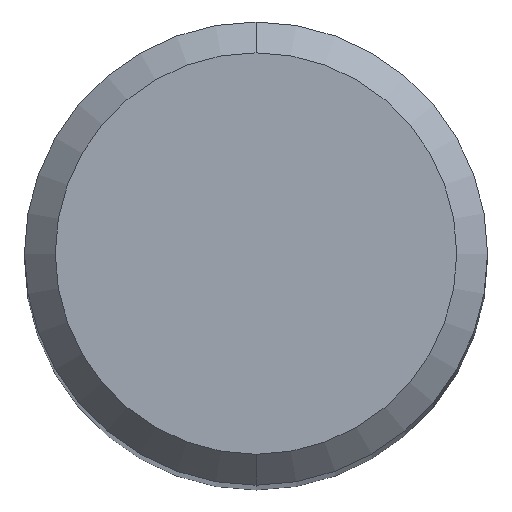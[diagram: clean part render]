
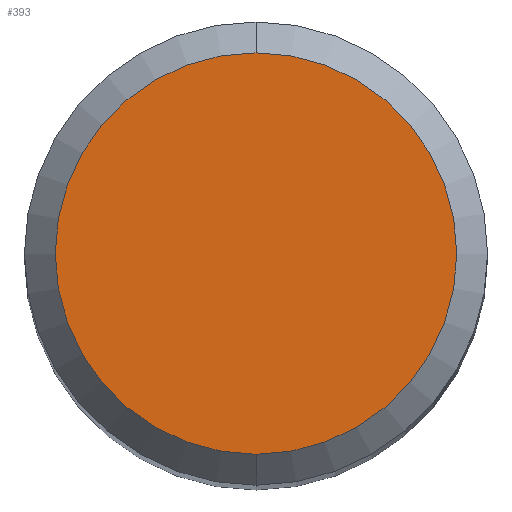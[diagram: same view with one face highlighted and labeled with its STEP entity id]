
A CAD part, top view. The second image highlights one B-rep face of the part: STEP entity #393.
In plain terms, the highlighted planar face has unit normal (0, 0, 1).
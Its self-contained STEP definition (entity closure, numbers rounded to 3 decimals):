
#183=EDGE_CURVE('',#343,#461,#498,.T.);
#343=VERTEX_POINT('',#677);
#349=EDGE_CURVE('',#461,#343,#683,.T.);
#393=ADVANCED_FACE('',(#732),#733,.T.);
#461=VERTEX_POINT('',#808);
#498=CIRCLE('',#840,2.6);
#677=CARTESIAN_POINT('',(0.,-2.6,0.0));
#683=CIRCLE('',#1122,2.6);
#732=FACE_OUTER_BOUND('',#1263,.T.);
#733=PLANE('',#1264);
#808=CARTESIAN_POINT('',(0.0,2.6,0.0));
#840=AXIS2_PLACEMENT_3D('',#1483,#1484,#1485);
#1122=AXIS2_PLACEMENT_3D('',#1712,#1713,#1714);
#1263=EDGE_LOOP('',(#1762,#1763));
#1264=AXIS2_PLACEMENT_3D('',#1764,#1765,#1766);
#1483=CARTESIAN_POINT('',(0.0,0.0,0.0));
#1484=DIRECTION('',(0.0,0.0,-1.0));
#1485=DIRECTION('',(0.0,1.0,0.0));
#1712=CARTESIAN_POINT('',(0.0,0.0,0.0));
#1713=DIRECTION('',(0.0,0.0,-1.0));
#1714=DIRECTION('',(0.0,1.0,0.0));
#1762=ORIENTED_EDGE('',*,*,#349,.F.);
#1763=ORIENTED_EDGE('',*,*,#183,.F.);
#1764=CARTESIAN_POINT('',(0.0,1.3,0.0));
#1765=DIRECTION('',(-0.0,0.0,1.0));
#1766=DIRECTION('',(0.0,-1.0,0.0));
